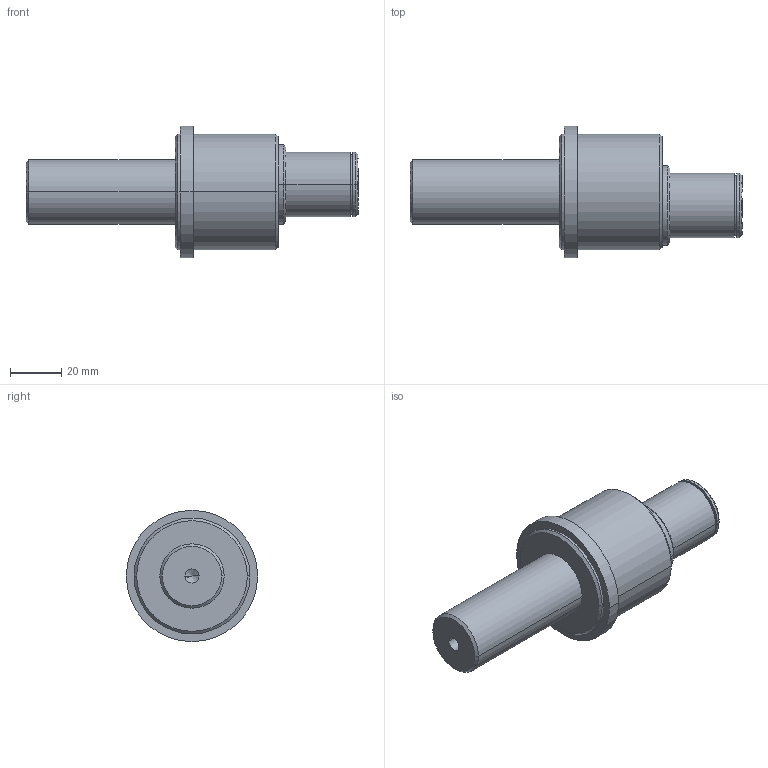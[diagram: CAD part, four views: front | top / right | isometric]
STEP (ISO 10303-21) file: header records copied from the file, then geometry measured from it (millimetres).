
FILE_DESCRIPTION (( 'STEP AP203' ), '1' );
FILE_NAME ('Arbre.STEP', '2025-06-06T11:15:10', ( '' ), ( '' ), 'SwSTEP 2.0', 'SolidWorks 2024', '' );
FILE_SCHEMA (( 'CONFIG_CONTROL_DESIGN' ));
Length unit declared in the file: millimetre
Products named in the file (2): Arbre
Assembly tree (1 placements, depth 2):
  Arbre
    Arbre
Bounding box: 129 x 51 x 51 mm (x, y, z)
Volume: 109650.9 mm3; surface area: 16967.5 mm2
Topology: 1 solids, 1 shells, 39 faces, 80 edges, 48 vertices
Faces by surface type: cylinder 18, cone 12, plane 9
Entity records: 1220 total; most frequent: DIRECTION 212, CARTESIAN_POINT 169, ORIENTED_EDGE 156, AXIS2_PLACEMENT_3D 91, EDGE_CURVE 78, CIRCLE 48, VERTEX_POINT 48, EDGE_LOOP 46
